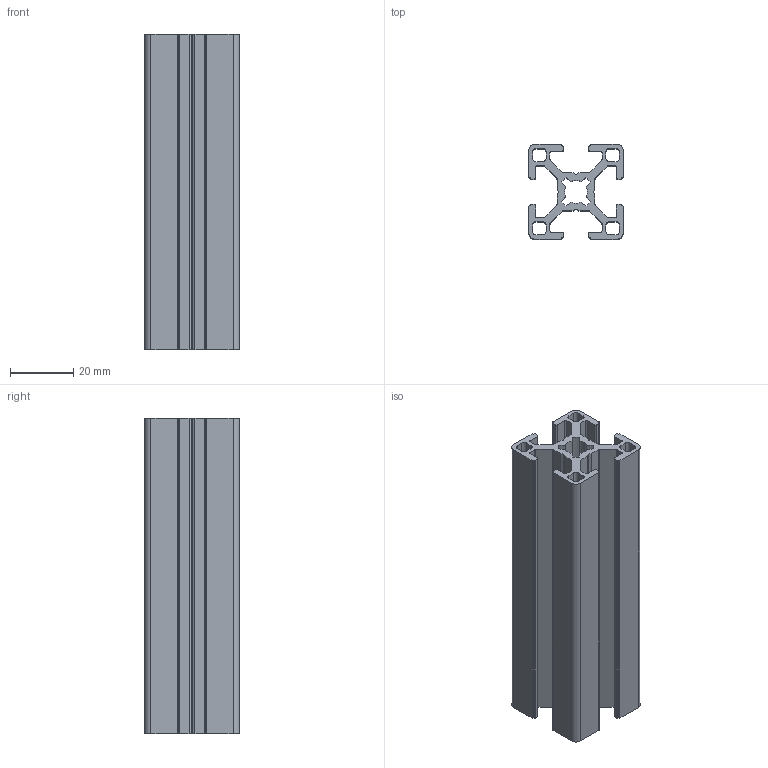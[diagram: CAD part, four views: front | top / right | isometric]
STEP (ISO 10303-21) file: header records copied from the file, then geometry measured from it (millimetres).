
FILE_DESCRIPTION(('FreeCAD Model'),'2;1');
FILE_NAME('Profile-30x30-B-Type_Slot8.step','2019-10-31T12:26:08',('Author'),(''), 'Open CASCADE STEP processor 7.3','FreeCAD','Unknown');
FILE_SCHEMA(('AUTOMOTIVE_DESIGN { 1 0 10303 214 1 1 1 1 }'));
Length unit declared in the file: millimetre
Products named in the file (1): PolarPattern001
Bounding box: 30 x 30 x 100 mm (x, y, z)
Volume: 31382.5 mm3; surface area: 33687.7 mm2
Topology: 1 solids, 1 shells, 187 faces, 555 edges, 370 vertices
Faces by surface type: plane 98, cylinder 89
Entity records: 13411 total; most frequent: CARTESIAN_POINT 2447, DIRECTION 2035, LINE 1133, VECTOR 1133, ORIENTED_EDGE 1110, PCURVE 1110, DEFINITIONAL_REPRESENTATION 1110, EDGE_CURVE 555
